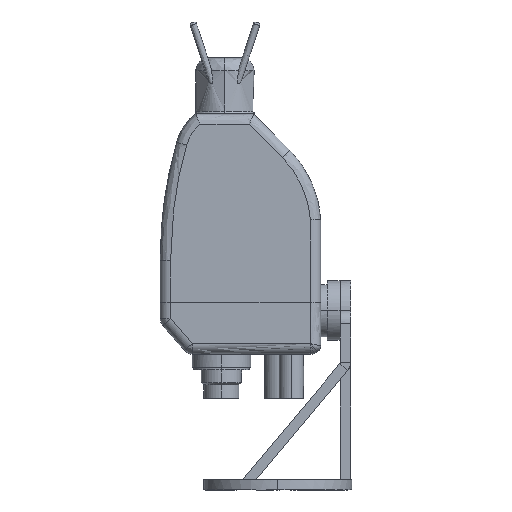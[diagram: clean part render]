
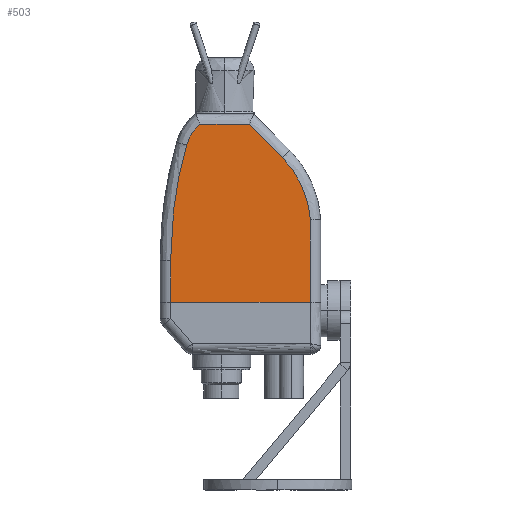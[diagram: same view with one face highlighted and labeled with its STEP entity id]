
A CAD part, left-side view. The second image highlights one B-rep face of the part: STEP entity #503.
In plain terms, the highlighted free-form (B-spline) face has degree [1, 1] with [2, 2] control points.
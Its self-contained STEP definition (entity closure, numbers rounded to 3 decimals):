
#76 = ORIENTED_EDGE ( 'NONE', *, *, #3303, .F. ) ;
#318 = EDGE_CURVE ( 'NONE', #3390, #5030, #7749, .T. ) ;
#503 = ADVANCED_FACE ( 'NONE', ( #8128 ), #8148, .F. ) ;
#628 = CARTESIAN_POINT ( 'NONE',  ( 101.786, 23.568, 366.834 ) ) ;
#781 = CARTESIAN_POINT ( 'NONE',  ( 101.786, 23.568, 503.923 ) ) ;
#833 = CARTESIAN_POINT ( 'NONE',  ( 101.786, -83.908, 503.923 ) ) ;
#885 = CARTESIAN_POINT ( 'NONE',  ( 101.786, 19.437, 458.68 ) ) ;
#947 = ORIENTED_EDGE ( 'NONE', *, *, #3917, .F. ) ;
#1034 = CARTESIAN_POINT ( 'NONE',  ( 101.786, -62.466, 478.101 ) ) ;
#1052 = ORIENTED_EDGE ( 'NONE', *, *, #318, .F. ) ;
#1261 = CARTESIAN_POINT ( 'NONE',  ( 101.786, 1.121, 503.923 ) ) ;
#1486 = CARTESIAN_POINT ( 'NONE',  ( 101.786, 23.568, 398.647 ) ) ;
#1714 = CARTESIAN_POINT ( 'NONE',  ( 101.786, -75.253, 465.051 ) ) ;
#1748 = CARTESIAN_POINT ( 'NONE',  ( 101.786, 23.568, 366.834 ) ) ;
#2061 = VERTEX_POINT ( 'NONE', #1486 ) ;
#2081 = CARTESIAN_POINT ( 'NONE',  ( 101.786, -83.908, 366.834 ) ) ;
#2188 = CARTESIAN_POINT ( 'NONE',  ( 101.786, 6.015, 499.553 ) ) ;
#2268 = EDGE_CURVE ( 'NONE', #5701, #2865, #2772, .T. ) ;
#2439 = CARTESIAN_POINT ( 'NONE',  ( 101.786, -83.908, 366.834 ) ) ;
#2464 = VERTEX_POINT ( 'NONE', #3506 ) ;
#2772 = B_SPLINE_CURVE_WITH_KNOTS ( 'NONE', 1,
 ( #5258, #2081 ),
 .UNSPECIFIED., .F., .F.,
 ( 2, 2 ),
 ( 0., 1. ),
 .UNSPECIFIED. ) ;
#2865 = VERTEX_POINT ( 'NONE', #2439 ) ;
#3303 = EDGE_CURVE ( 'NONE', #10592, #7194, #5934, .T. ) ;
#3330 = CARTESIAN_POINT ( 'NONE',  ( 101.786, -83.908, 366.834 ) ) ;
#3390 = VERTEX_POINT ( 'NONE', #10548 ) ;
#3506 = CARTESIAN_POINT ( 'NONE',  ( 101.786, -83.908, 430.141 ) ) ;
#3555 = CARTESIAN_POINT ( 'NONE',  ( 101.786, -62.466, 478.101 ) ) ;
#3779 = CARTESIAN_POINT ( 'NONE',  ( 101.786, 23.568, 398.647 ) ) ;
#3917 = EDGE_CURVE ( 'NONE', #2061, #10592, #8140, .T. ) ;
#4182 = EDGE_CURVE ( 'NONE', #2464, #2865, #9566, .T. ) ;
#4192 = CARTESIAN_POINT ( 'NONE',  ( 101.786, 11.251, 487.706 ) ) ;
#4246 = CARTESIAN_POINT ( 'NONE',  ( 101.786, 23.568, 428.806 ) ) ;
#4292 = EDGE_CURVE ( 'NONE', #7194, #3390, #5044, .T. ) ;
#4328 =( BOUNDED_CURVE ( )  B_SPLINE_CURVE ( 3, ( #9113, #1714, #9925, #5876 ),
 .UNSPECIFIED., .F., .F. ) 
 B_SPLINE_CURVE_WITH_KNOTS ( ( 4, 4 ),
 ( 3.937, 4.647 ),
 .UNSPECIFIED. ) 
 CURVE ( )  GEOMETRIC_REPRESENTATION_ITEM ( )  RATIONAL_B_SPLINE_CURVE ( ( 0.957, 0.917, 0.917, 0.957 ) ) 
 REPRESENTATION_ITEM ( '' )  );
#5030 = VERTEX_POINT ( 'NONE', #1034 ) ;
#5035 = CARTESIAN_POINT ( 'NONE',  ( 101.786, -83.908, 366.834 ) ) ;
#5044 = B_SPLINE_CURVE_WITH_KNOTS ( 'NONE', 1,
 ( #6604, #9891 ),
 .UNSPECIFIED., .F., .F.,
 ( 2, 2 ),
 ( -1., 0. ),
 .UNSPECIFIED. ) ;
#5067 = CARTESIAN_POINT ( 'NONE',  ( 101.786, 11.251, 487.706 ) ) ;
#5258 = CARTESIAN_POINT ( 'NONE',  ( 101.786, 23.568, 366.834 ) ) ;
#5325 = CARTESIAN_POINT ( 'NONE',  ( 101.786, 23.568, 366.834 ) ) ;
#5559 = ORIENTED_EDGE ( 'NONE', *, *, #4182, .F. ) ;
#5701 = VERTEX_POINT ( 'NONE', #5325 ) ;
#5788 = ORIENTED_EDGE ( 'NONE', *, *, #8111, .F. ) ;
#5876 = CARTESIAN_POINT ( 'NONE',  ( 101.786, -83.908, 430.141 ) ) ;
#5934 =( BOUNDED_CURVE ( )  B_SPLINE_CURVE ( 3, ( #6079, #6245, #2188, #9536 ),
 .UNSPECIFIED., .F., .F. ) 
 B_SPLINE_CURVE_WITH_KNOTS ( ( 4, 4 ),
 ( 1.846, 2.413 ),
 .UNSPECIFIED. ) 
 CURVE ( )  GEOMETRIC_REPRESENTATION_ITEM ( )  RATIONAL_B_SPLINE_CURVE ( ( 0.957, 0.928, 0.924, 0.946 ) ) 
 REPRESENTATION_ITEM ( '' )  );
#6079 = CARTESIAN_POINT ( 'NONE',  ( 101.786, 11.251, 487.706 ) ) ;
#6245 = CARTESIAN_POINT ( 'NONE',  ( 101.786, 9.478, 493.996 ) ) ;
#6604 = CARTESIAN_POINT ( 'NONE',  ( 101.786, 1.121, 503.923 ) ) ;
#7194 = VERTEX_POINT ( 'NONE', #1261 ) ;
#7653 = EDGE_LOOP ( 'NONE', ( #5559, #5788, #1052, #8130, #76, #947, #8722, #9731 ) ) ;
#7749 = B_SPLINE_CURVE_WITH_KNOTS ( 'NONE', 1,
 ( #9379, #3555 ),
 .UNSPECIFIED., .F., .F.,
 ( 2, 2 ),
 ( -1., 0. ),
 .UNSPECIFIED. ) ;
#8111 = EDGE_CURVE ( 'NONE', #5030, #2464, #4328, .T. ) ;
#8128 = FACE_OUTER_BOUND ( 'NONE', #7653, .T. ) ;
#8130 = ORIENTED_EDGE ( 'NONE', *, *, #4292, .F. ) ;
#8140 =( BOUNDED_CURVE ( )  B_SPLINE_CURVE ( 3, ( #8287, #4246, #885, #4192 ),
 .UNSPECIFIED., .F., .F. ) 
 B_SPLINE_CURVE_WITH_KNOTS ( ( 4, 4 ),
 ( 1.571, 1.846 ),
 .UNSPECIFIED. ) 
 CURVE ( )  GEOMETRIC_REPRESENTATION_ITEM ( )  RATIONAL_B_SPLINE_CURVE ( ( 0.957, 0.951, 0.951, 0.957 ) ) 
 REPRESENTATION_ITEM ( '' )  );
#8148 = B_SPLINE_SURFACE_WITH_KNOTS ( 'NONE', 1, 1, ( 
 ( #833, #781 ),
 ( #3330, #1748 ) ),
 .UNSPECIFIED., .F., .F., .F.,
 ( 2, 2 ),
 ( 2, 2 ),
 ( 0., 1. ),
 ( 0., 1. ),
 .UNSPECIFIED. ) ;
#8287 = CARTESIAN_POINT ( 'NONE',  ( 101.786, 23.568, 398.647 ) ) ;
#8329 = CARTESIAN_POINT ( 'NONE',  ( 101.786, -83.908, 430.141 ) ) ;
#8722 = ORIENTED_EDGE ( 'NONE', *, *, #9459, .F. ) ;
#9060 = B_SPLINE_CURVE_WITH_KNOTS ( 'NONE', 1,
 ( #628, #3779 ),
 .UNSPECIFIED., .F., .F.,
 ( 2, 2 ),
 ( -1., 0. ),
 .UNSPECIFIED. ) ;
#9113 = CARTESIAN_POINT ( 'NONE',  ( 101.786, -62.466, 478.101 ) ) ;
#9379 = CARTESIAN_POINT ( 'NONE',  ( 101.786, -37.164, 503.923 ) ) ;
#9459 = EDGE_CURVE ( 'NONE', #5701, #2061, #9060, .T. ) ;
#9536 = CARTESIAN_POINT ( 'NONE',  ( 101.786, 1.121, 503.923 ) ) ;
#9566 = B_SPLINE_CURVE_WITH_KNOTS ( 'NONE', 1,
 ( #8329, #5035 ),
 .UNSPECIFIED., .F., .F.,
 ( 2, 2 ),
 ( -1., 0. ),
 .UNSPECIFIED. ) ;
#9731 = ORIENTED_EDGE ( 'NONE', *, *, #2268, .T. ) ;
#9891 = CARTESIAN_POINT ( 'NONE',  ( 101.786, -37.164, 503.923 ) ) ;
#9925 = CARTESIAN_POINT ( 'NONE',  ( 101.786, -82.71, 448.372 ) ) ;
#10548 = CARTESIAN_POINT ( 'NONE',  ( 101.786, -37.164, 503.923 ) ) ;
#10592 = VERTEX_POINT ( 'NONE', #5067 ) ;
